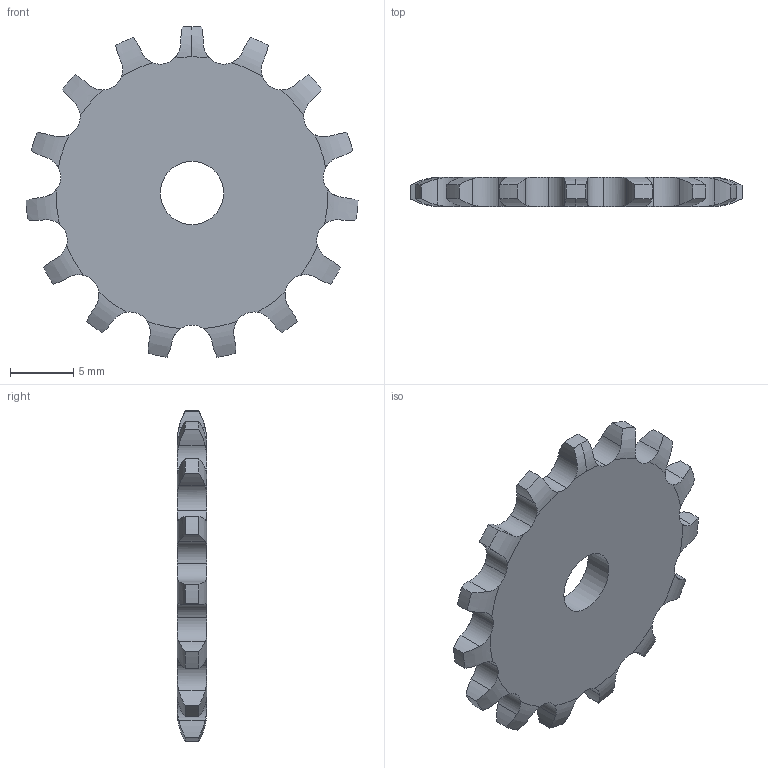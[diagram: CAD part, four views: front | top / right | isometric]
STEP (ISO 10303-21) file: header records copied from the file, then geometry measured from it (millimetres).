
FILE_DESCRIPTION(('FreeCAD Model'),'2;1');
FILE_NAME('Open CASCADE Shape Model','2021-12-27T16:23:51',('FreeCAD'),( 'FreeCAD'),'Open CASCADE STEP processor 7.4','FreeCAD','Unknown');
FILE_SCHEMA(('AUTOMOTIVE_DESIGN { 1 0 10303 214 1 1 1 1 }'));
Length unit declared in the file: millimetre
Products named in the file (1): Open CASCADE STEP translator 7.4 94
Bounding box: 26.17 x 2.3 x 26.05 mm (x, y, z)
Volume: 903.5 mm3; surface area: 1086.2 mm2
Topology: 1 solids, 1 shells, 110 faces, 324 edges, 216 vertices
Faces by surface type: cylinder 76, revolution 32, plane 2
Full cylindrical faces by diameter (mm): 5 x1
Entity records: 11724 total; most frequent: CARTESIAN_POINT 5849, DIRECTION 946, ORIENTED_EDGE 648, PCURVE 648, DEFINITIONAL_REPRESENTATION 648, LINE 390, VECTOR 390, B_SPLINE_CURVE_WITH_KNOTS 360
